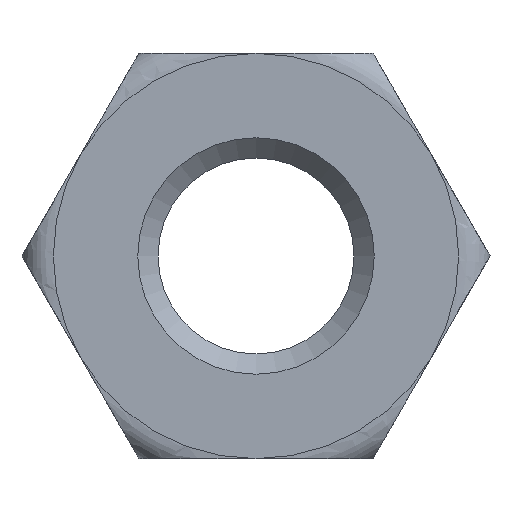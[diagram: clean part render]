
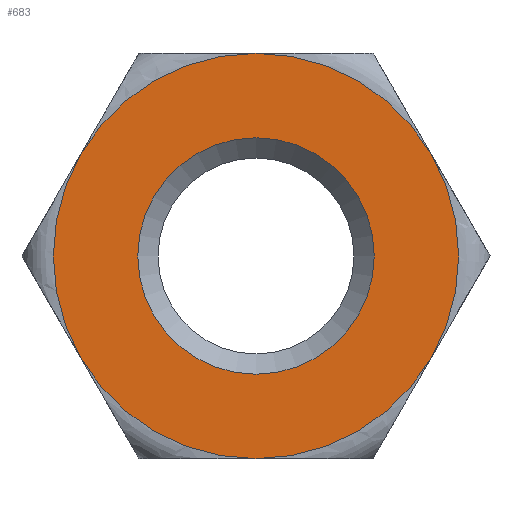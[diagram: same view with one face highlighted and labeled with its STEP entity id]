
A CAD part, front view. The second image highlights one B-rep face of the part: STEP entity #683.
In plain terms, the highlighted planar face has unit normal (0, -1, 0).
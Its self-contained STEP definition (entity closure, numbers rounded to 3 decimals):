
#41 = ORIENTED_EDGE ( 'NONE', *, *, #108, .T. ) ;
#54 = PLANE ( 'NONE',  #278 ) ;
#58 = FACE_OUTER_BOUND ( 'NONE', #164, .T. ) ;
#103 = CARTESIAN_POINT ( 'NONE',  ( 0., -1.4, -3. ) ) ;
#108 = EDGE_CURVE ( 'NONE', #810, #810, #124, .T. ) ;
#109 = CIRCLE ( 'NONE', #234, 3. ) ;
#121 = CARTESIAN_POINT ( 'NONE',  ( 2.598, -1.4, -1.5 ) ) ;
#124 = CIRCLE ( 'NONE', #561, 1.75 ) ;
#131 = CARTESIAN_POINT ( 'NONE',  ( 0., -1.4, 0. ) ) ;
#138 = CIRCLE ( 'NONE', #307, 3. ) ;
#164 = EDGE_LOOP ( 'NONE', ( #227, #639, #701, #633, #741, #473 ) ) ;
#177 = VERTEX_POINT ( 'NONE', #371 ) ;
#193 = DIRECTION ( 'NONE',  ( 1., 0., 0. ) ) ;
#194 = CARTESIAN_POINT ( 'NONE',  ( 0., -1.4, 0. ) ) ;
#203 = CIRCLE ( 'NONE', #786, 3. ) ;
#204 = FACE_BOUND ( 'NONE', #773, .T. ) ;
#221 = DIRECTION ( 'NONE',  ( 0., 1., 0. ) ) ;
#227 = ORIENTED_EDGE ( 'NONE', *, *, #326, .F. ) ;
#234 = AXIS2_PLACEMENT_3D ( 'NONE', #131, #880, #193 ) ;
#236 = AXIS2_PLACEMENT_3D ( 'NONE', #334, #488, #615 ) ;
#239 = VERTEX_POINT ( 'NONE', #103 ) ;
#250 = CARTESIAN_POINT ( 'NONE',  ( 0., -1.4, 0. ) ) ;
#264 = DIRECTION ( 'NONE',  ( 0., 0., 1. ) ) ;
#277 = CIRCLE ( 'NONE', #672, 3. ) ;
#278 = AXIS2_PLACEMENT_3D ( 'NONE', #553, #409, #264 ) ;
#281 = EDGE_CURVE ( 'NONE', #336, #177, #277, .T. ) ;
#288 = DIRECTION ( 'NONE',  ( 1., 0., 0. ) ) ;
#289 = CARTESIAN_POINT ( 'NONE',  ( -2.598, -1.4, 1.5 ) ) ;
#307 = AXIS2_PLACEMENT_3D ( 'NONE', #817, #481, #682 ) ;
#326 = EDGE_CURVE ( 'NONE', #341, #239, #480, .T. ) ;
#334 = CARTESIAN_POINT ( 'NONE',  ( 0., -1.4, 0. ) ) ;
#336 = VERTEX_POINT ( 'NONE', #289 ) ;
#341 = VERTEX_POINT ( 'NONE', #121 ) ;
#355 = VERTEX_POINT ( 'NONE', #621 ) ;
#367 = EDGE_CURVE ( 'NONE', #521, #341, #138, .T. ) ;
#371 = CARTESIAN_POINT ( 'NONE',  ( 0., -1.4, 3. ) ) ;
#388 = DIRECTION ( 'NONE',  ( -1., 0., 0. ) ) ;
#396 = CARTESIAN_POINT ( 'NONE',  ( 0., -1.4, 1.75 ) ) ;
#409 = DIRECTION ( 'NONE',  ( 0., 1., 0. ) ) ;
#451 = DIRECTION ( 'NONE',  ( 0., 1., 0. ) ) ;
#453 = DIRECTION ( 'NONE',  ( 0., 1., 0. ) ) ;
#473 = ORIENTED_EDGE ( 'NONE', *, *, #719, .F. ) ;
#480 = CIRCLE ( 'NONE', #686, 3. ) ;
#481 = DIRECTION ( 'NONE',  ( 0., 1., 0. ) ) ;
#488 = DIRECTION ( 'NONE',  ( 0., 1., 0. ) ) ;
#520 = DIRECTION ( 'NONE',  ( 0., 0., 1. ) ) ;
#521 = VERTEX_POINT ( 'NONE', #590 ) ;
#553 = CARTESIAN_POINT ( 'NONE',  ( 0., -1.4, 0. ) ) ;
#561 = AXIS2_PLACEMENT_3D ( 'NONE', #710, #453, #520 ) ;
#590 = CARTESIAN_POINT ( 'NONE',  ( 2.598, -1.4, 1.5 ) ) ;
#597 = EDGE_CURVE ( 'NONE', #177, #521, #109, .T. ) ;
#615 = DIRECTION ( 'NONE',  ( 1., 0., 0. ) ) ;
#621 = CARTESIAN_POINT ( 'NONE',  ( -2.598, -1.4, -1.5 ) ) ;
#632 = CIRCLE ( 'NONE', #236, 3. ) ;
#633 = ORIENTED_EDGE ( 'NONE', *, *, #281, .F. ) ;
#639 = ORIENTED_EDGE ( 'NONE', *, *, #367, .F. ) ;
#655 = DIRECTION ( 'NONE',  ( 0., 1., 0. ) ) ;
#672 = AXIS2_PLACEMENT_3D ( 'NONE', #250, #655, #388 ) ;
#682 = DIRECTION ( 'NONE',  ( 1., 0., 0. ) ) ;
#683 = ADVANCED_FACE ( 'NONE', ( #204, #58 ), #54, .F. ) ;
#686 = AXIS2_PLACEMENT_3D ( 'NONE', #194, #221, #882 ) ;
#701 = ORIENTED_EDGE ( 'NONE', *, *, #597, .F. ) ;
#710 = CARTESIAN_POINT ( 'NONE',  ( 0., -1.4, 0. ) ) ;
#719 = EDGE_CURVE ( 'NONE', #239, #355, #632, .T. ) ;
#738 = EDGE_CURVE ( 'NONE', #355, #336, #203, .T. ) ;
#741 = ORIENTED_EDGE ( 'NONE', *, *, #738, .F. ) ;
#765 = CARTESIAN_POINT ( 'NONE',  ( 0., -1.4, 0. ) ) ;
#773 = EDGE_LOOP ( 'NONE', ( #41 ) ) ;
#786 = AXIS2_PLACEMENT_3D ( 'NONE', #765, #451, #288 ) ;
#810 = VERTEX_POINT ( 'NONE', #396 ) ;
#817 = CARTESIAN_POINT ( 'NONE',  ( 0., -1.4, 0. ) ) ;
#880 = DIRECTION ( 'NONE',  ( 0., 1., 0. ) ) ;
#882 = DIRECTION ( 'NONE',  ( 1., 0., 0. ) ) ;
